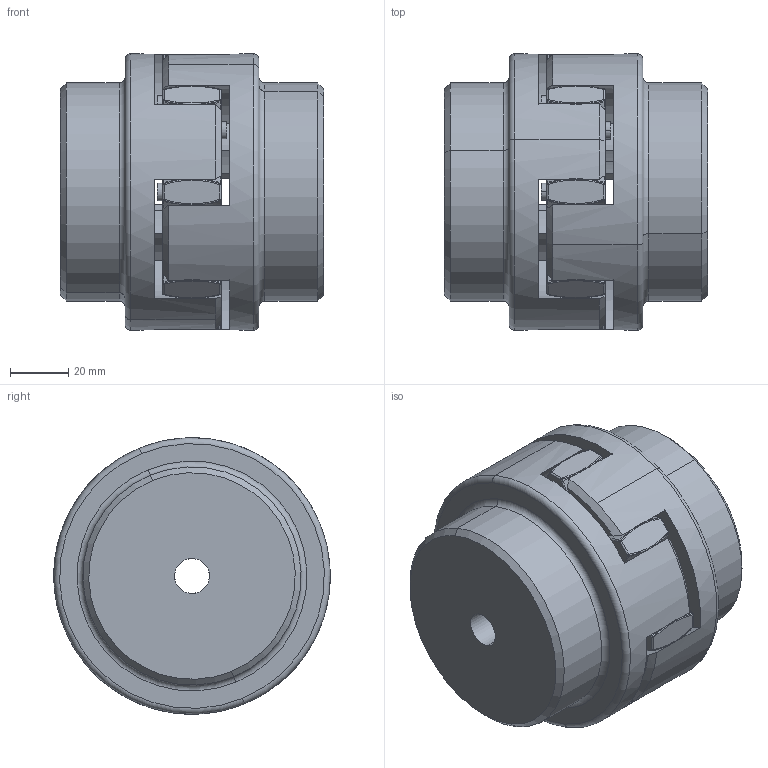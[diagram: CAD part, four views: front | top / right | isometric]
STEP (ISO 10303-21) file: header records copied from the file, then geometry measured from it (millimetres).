
FILE_DESCRIPTION((''),'2;1');
FILE_NAME('LH300_ASM','2013-04-17T',('ppetruska'),(''),'PRO/ENGINEER BY PARAMETRIC TECHNOLOGY CORPORATION, 2012480','PRO/ENGINEER BY PARAMETRIC TECHNOLOGY CORPORATION, 2012480','');
FILE_SCHEMA(('CONFIG_CONTROL_DESIGN'));
Length unit declared in the file: millimetre
Products named in the file (3): CJ42-55-SPIDER; CJ42-55-HUB-A; LH300_ASM
Assembly tree (3 placements, depth 2):
  LH300_ASM
    CJ42-55-SPIDER
    CJ42-55-HUB-A  x2
Bounding box: 90.4 x 94.92 x 94.92 mm (x, y, z)
Volume: 438947 mm3; surface area: 77394 mm2
Topology: 3 solids, 3 shells, 391 faces, 887 edges, 512 vertices
Faces by surface type: bspline 201, cylinder 136, plane 32, cone 14, torus 8
Entity records: 19274 total; most frequent: CARTESIAN_POINT 12898, ORIENTED_EDGE 1584, DIRECTION 908, EDGE_CURVE 792, VERTEX_POINT 451, B_SPLINE_CURVE_WITH_KNOTS 427, AXIS2_PLACEMENT_3D 384, EDGE_LOOP 367
